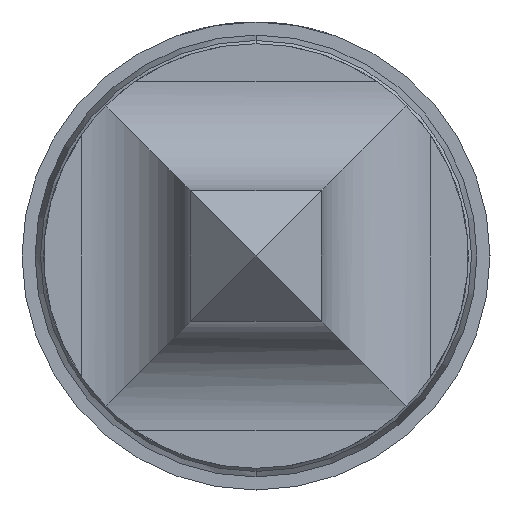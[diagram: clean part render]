
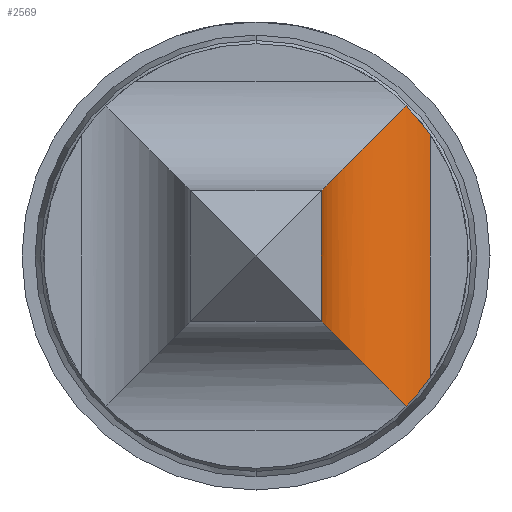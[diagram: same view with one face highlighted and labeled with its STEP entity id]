
A CAD part, front view. The second image highlights one B-rep face of the part: STEP entity #2569.
In plain terms, the highlighted cylindrical face has radius 0.5 mm (diameter 1 mm), a partial arc.
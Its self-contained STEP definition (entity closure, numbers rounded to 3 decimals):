
#33 = CARTESIAN_POINT ( 'NONE',  ( 0.767, -24., 0.605 ) ) ;
#47 = CARTESIAN_POINT ( 'NONE',  ( 0.8, -24., -0.557 ) ) ;
#215 = CYLINDRICAL_SURFACE ( 'NONE', #2188, 0.5 ) ;
#293 = VERTEX_POINT ( 'NONE', #811 ) ;
#345 = CARTESIAN_POINT ( 'NONE',  ( 0.73, -24.003, 0.649 ) ) ;
#384 = CARTESIAN_POINT ( 'NONE',  ( 0.3, -24.256, -0.3 ) ) ;
#403 = DIRECTION ( 'NONE',  ( 0., 0., 1. ) ) ;
#565 = ORIENTED_EDGE ( 'NONE', *, *, #2914, .F. ) ;
#666 = CARTESIAN_POINT ( 'NONE',  ( 0.689, -24.012, 0.689 ) ) ;
#811 = CARTESIAN_POINT ( 'NONE',  ( 0.689, -24.012, -0.689 ) ) ;
#906 =( BOUNDED_CURVE ( )  B_SPLINE_CURVE ( 3, ( #1380, #1721, #384, #3377 ),
 .UNSPECIFIED., .F., .T. ) 
 B_SPLINE_CURVE_WITH_KNOTS ( ( 4, 4 ),
 ( 4.935, 6.283 ),
 .UNSPECIFIED. ) 
 CURVE ( )  GEOMETRIC_REPRESENTATION_ITEM ( )  RATIONAL_B_SPLINE_CURVE ( ( 1., 0.854, 0.854, 1. ) ) 
 REPRESENTATION_ITEM ( '' )  );
#919 = VECTOR ( 'NONE', #403, 1000. ) ;
#1063 = CARTESIAN_POINT ( 'NONE',  ( 0.73, -24.003, -0.649 ) ) ;
#1163 = CARTESIAN_POINT ( 'NONE',  ( 0.8, -24., -0.8 ) ) ;
#1208 = DIRECTION ( 'NONE',  ( 0., 0., -1. ) ) ;
#1304 = ORIENTED_EDGE ( 'NONE', *, *, #2908, .F. ) ;
#1380 = CARTESIAN_POINT ( 'NONE',  ( 0.689, -24.012, -0.689 ) ) ;
#1414 = CARTESIAN_POINT ( 'NONE',  ( 0.689, -24.012, -0.689 ) ) ;
#1429 = CARTESIAN_POINT ( 'NONE',  ( 0.3, -24.5, -0.3 ) ) ;
#1486 = DIRECTION ( 'NONE',  ( 0., 0., -1. ) ) ;
#1552 = VECTOR ( 'NONE', #1486, 1000. ) ;
#1606 = VERTEX_POINT ( 'NONE', #666 ) ;
#1621 = CARTESIAN_POINT ( 'NONE',  ( 0.689, -24.012, 0.689 ) ) ;
#1721 = CARTESIAN_POINT ( 'NONE',  ( 0.452, -24.066, -0.452 ) ) ;
#1730 = EDGE_LOOP ( 'NONE', ( #3180, #2794, #3370, #4376, #1304, #565 ) ) ;
#1882 = FACE_OUTER_BOUND ( 'NONE', #1730, .T. ) ;
#1921 = VERTEX_POINT ( 'NONE', #3642 ) ;
#2055 = CARTESIAN_POINT ( 'NONE',  ( 0.8, -24., 0.557 ) ) ;
#2081 = CARTESIAN_POINT ( 'NONE',  ( 0.8, -24., 0.557 ) ) ;
#2083 = VERTEX_POINT ( 'NONE', #3736 ) ;
#2109 = CARTESIAN_POINT ( 'NONE',  ( 0.689, -24.012, 0.689 ) ) ;
#2127 = DIRECTION ( 'NONE',  ( -1., 0., 0. ) ) ;
#2188 = AXIS2_PLACEMENT_3D ( 'NONE', #4176, #1208, #2127 ) ;
#2230 = CARTESIAN_POINT ( 'NONE',  ( 0.3, -24.5, 0.3 ) ) ;
#2257 = CARTESIAN_POINT ( 'NONE',  ( 0.452, -24.066, 0.452 ) ) ;
#2415 = B_SPLINE_CURVE_WITH_KNOTS ( 'NONE', 3,
 ( #2109, #345, #33, #2055 ),
 .UNSPECIFIED., .F., .F.,
 ( 4, 4 ),
 ( 0.006, 0.006 ),
 .UNSPECIFIED. ) ;
#2459 = CARTESIAN_POINT ( 'NONE',  ( 0.3, -24.5, 0.8 ) ) ;
#2569 = ADVANCED_FACE ( 'NONE', ( #1882 ), #215, .F. ) ;
#2577 = CARTESIAN_POINT ( 'NONE',  ( 0.3, -24.256, 0.3 ) ) ;
#2658 = EDGE_CURVE ( 'NONE', #3284, #2083, #3919, .T. ) ;
#2665 = B_SPLINE_CURVE_WITH_KNOTS ( 'NONE', 3,
 ( #47, #3047, #1063, #1414 ),
 .UNSPECIFIED., .F., .F.,
 ( 4, 4 ),
 ( 0., 0. ),
 .UNSPECIFIED. ) ;
#2794 = ORIENTED_EDGE ( 'NONE', *, *, #3892, .F. ) ;
#2813 = EDGE_CURVE ( 'NONE', #2083, #1606, #4244, .T. ) ;
#2908 = EDGE_CURVE ( 'NONE', #293, #3284, #906, .T. ) ;
#2914 = EDGE_CURVE ( 'NONE', #1921, #293, #2665, .T. ) ;
#2915 = VERTEX_POINT ( 'NONE', #2081 ) ;
#3047 = CARTESIAN_POINT ( 'NONE',  ( 0.767, -24., -0.605 ) ) ;
#3180 = ORIENTED_EDGE ( 'NONE', *, *, #3970, .F. ) ;
#3284 = VERTEX_POINT ( 'NONE', #1429 ) ;
#3370 = ORIENTED_EDGE ( 'NONE', *, *, #2813, .F. ) ;
#3377 = CARTESIAN_POINT ( 'NONE',  ( 0.3, -24.5, -0.3 ) ) ;
#3642 = CARTESIAN_POINT ( 'NONE',  ( 0.8, -24., -0.557 ) ) ;
#3736 = CARTESIAN_POINT ( 'NONE',  ( 0.3, -24.5, 0.3 ) ) ;
#3892 = EDGE_CURVE ( 'NONE', #1606, #2915, #2415, .T. ) ;
#3919 = LINE ( 'NONE', #2459, #919 ) ;
#3970 = EDGE_CURVE ( 'NONE', #2915, #1921, #4353, .T. ) ;
#4176 = CARTESIAN_POINT ( 'NONE',  ( 0.8, -24.5, 0.3 ) ) ;
#4244 =( BOUNDED_CURVE ( )  B_SPLINE_CURVE ( 3, ( #2230, #2577, #2257, #1621 ),
 .UNSPECIFIED., .F., .F. ) 
 B_SPLINE_CURVE_WITH_KNOTS ( ( 4, 4 ),
 ( 3.142, 4.489 ),
 .UNSPECIFIED. ) 
 CURVE ( )  GEOMETRIC_REPRESENTATION_ITEM ( )  RATIONAL_B_SPLINE_CURVE ( ( 1., 0.854, 0.854, 1. ) ) 
 REPRESENTATION_ITEM ( '' )  );
#4353 = LINE ( 'NONE', #1163, #1552 ) ;
#4376 = ORIENTED_EDGE ( 'NONE', *, *, #2658, .F. ) ;
